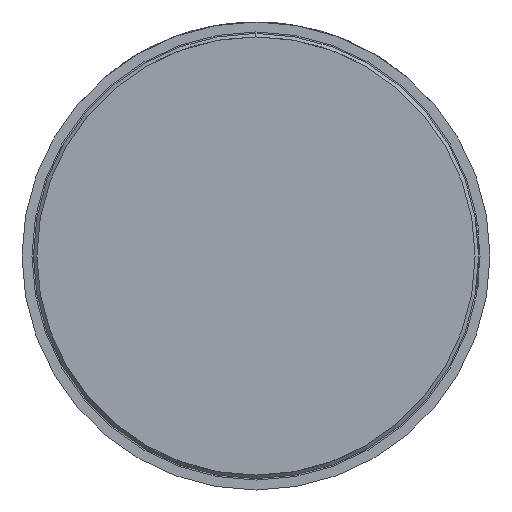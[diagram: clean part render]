
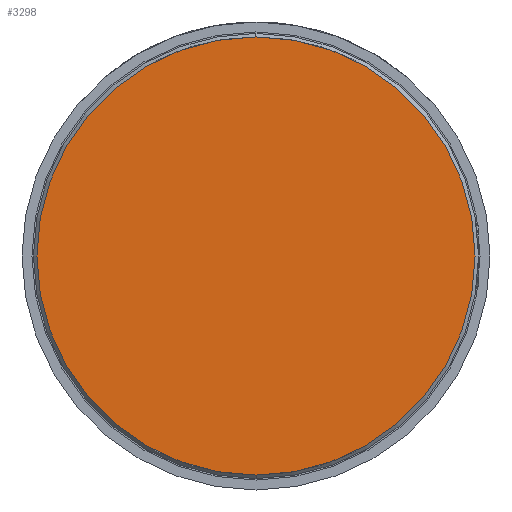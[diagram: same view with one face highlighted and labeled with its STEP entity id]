
A CAD part, front view. The second image highlights one B-rep face of the part: STEP entity #3298.
In plain terms, the highlighted planar face has unit normal (0, -1, 0).
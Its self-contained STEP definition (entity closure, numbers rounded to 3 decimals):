
#110 = PLANE ( 'NONE',  #2181 ) ;
#315 = EDGE_CURVE ( 'Defeature ausgef�hrt2_8+Defeature ausgef�hrt2_15+Defeature ausgef�hrt2_15+Defeature ausgef�hrt2_15', #3814, #3980, #757, .T. ) ;
#366 = DIRECTION ( 'NONE',  ( -1., 0., 0. ) ) ;
#757 = CIRCLE ( 'NONE', #2492, 2.2 ) ;
#925 = EDGE_LOOP ( 'NONE', ( #1770, #3212 ) ) ;
#1105 = CIRCLE ( 'NONE', #2818, 2.2 ) ;
#1151 = DIRECTION ( 'NONE',  ( 1., 0., 0. ) ) ;
#1318 = CARTESIAN_POINT ( 'NONE',  ( 2.2, 0., 0. ) ) ;
#1346 = CARTESIAN_POINT ( 'NONE',  ( 0., 0., 0. ) ) ;
#1770 = ORIENTED_EDGE ( 'NONE', *, *, #3122, .T. ) ;
#1869 = DIRECTION ( 'NONE',  ( 0., 1., 0. ) ) ;
#1987 = DIRECTION ( 'NONE',  ( 0., -1., 0. ) ) ;
#2024 = DIRECTION ( 'NONE',  ( -1., 0., 0. ) ) ;
#2181 = AXIS2_PLACEMENT_3D ( 'NONE', #4009, #1869, #1151 ) ;
#2453 = CARTESIAN_POINT ( 'NONE',  ( -2.2, 0., 0. ) ) ;
#2484 = DIRECTION ( 'NONE',  ( 0., -1., 0. ) ) ;
#2492 = AXIS2_PLACEMENT_3D ( 'NONE', #3908, #2484, #366 ) ;
#2818 = AXIS2_PLACEMENT_3D ( 'NONE', #1346, #1987, #2024 ) ;
#3122 = EDGE_CURVE ( 'Defeature ausgef�hrt2_8+Defeature ausgef�hrt2_15+Defeature ausgef�hrt2_15+Defeature ausgef�hrt2_15', #3980, #3814, #1105, .T. ) ;
#3149 = FACE_OUTER_BOUND ( 'NONE', #925, .T. ) ;
#3212 = ORIENTED_EDGE ( 'NONE', *, *, #315, .T. ) ;
#3298 = ADVANCED_FACE ( 'Defeature ausgef�hrt2_8', ( #3149 ), #110, .F. ) ;
#3814 = VERTEX_POINT ( 'NONE', #1318 ) ;
#3908 = CARTESIAN_POINT ( 'NONE',  ( 0., 0., 0. ) ) ;
#3980 = VERTEX_POINT ( 'NONE', #2453 ) ;
#4009 = CARTESIAN_POINT ( 'NONE',  ( 0., 0., -1.9 ) ) ;
